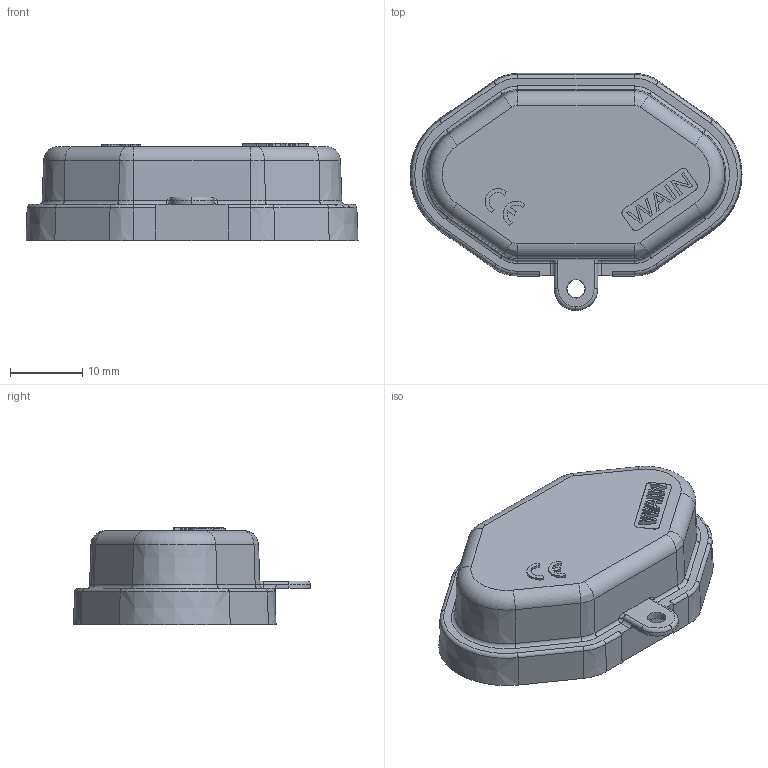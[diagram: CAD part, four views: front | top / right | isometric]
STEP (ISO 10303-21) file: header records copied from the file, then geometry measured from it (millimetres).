
FILE_DESCRIPTION((''),'2;1');
FILE_NAME('HP3A_H-CV_C-20201123','2021-11-02T',('mh.wu'),(''),'PRO/ENGINEER BY PARAMETRIC TECHNOLOGY CORPORATION, 2012480','PRO/ENGINEER BY PARAMETRIC TECHNOLOGY CORPORATION, 2012480','');
FILE_SCHEMA(('CONFIG_CONTROL_DESIGN'));
Length unit declared in the file: millimetre
Products named in the file (1): HP3A_H-CV_C-20201123
Bounding box: 45.94 x 32.82 x 13.45 mm (x, y, z)
Volume: 2410.8 mm3; surface area: 4620.3 mm2
Topology: 1 solids, 1 shells, 321 faces, 835 edges, 520 vertices
Faces by surface type: plane 108, cylinder 65, bspline 48, torus 44, cone 40, extrusion 14, sphere 2
Entity records: 11204 total; most frequent: CARTESIAN_POINT 3636, ORIENTED_EDGE 1658, DIRECTION 1467, EDGE_CURVE 829, AXIS2_PLACEMENT_3D 532, VERTEX_POINT 520, VECTOR 403, LINE 389
